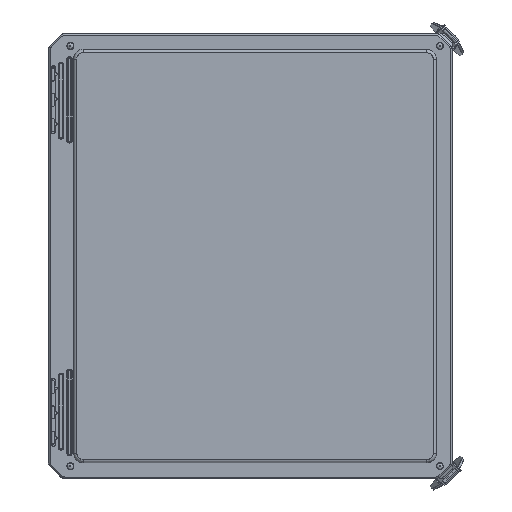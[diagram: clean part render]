
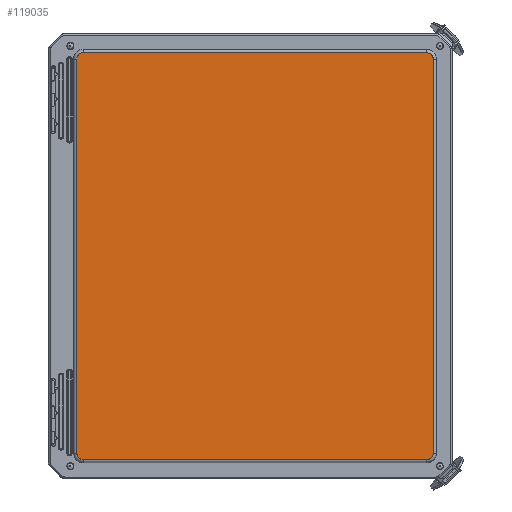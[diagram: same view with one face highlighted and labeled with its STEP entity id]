
A CAD part, top view. The second image highlights one B-rep face of the part: STEP entity #119035.
In plain terms, the highlighted planar face has unit normal (0, 0, 1).
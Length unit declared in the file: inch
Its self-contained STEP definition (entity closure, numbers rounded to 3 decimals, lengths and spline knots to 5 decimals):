
#193 = LINE ( 'NONE', #56187, #87892 ) ;
#2001 = CARTESIAN_POINT ( 'NONE',  ( -6.90351, -8.01798, 8.34138 ) ) ;
#2515 = ORIENTED_EDGE ( 'NONE', *, *, #117566, .F. ) ;
#3834 = CARTESIAN_POINT ( 'NONE',  ( -6.79134, -8.03505, 8.34138 ) ) ;
#6835 = CARTESIAN_POINT ( 'NONE',  ( -6.79134, 8.01955, 8.34138 ) ) ;
#8572 = CARTESIAN_POINT ( 'NONE',  ( -7.0413, 7.78829, 8.34138 ) ) ;
#9045 = CARTESIAN_POINT ( 'NONE',  ( -6.90352, 8.00249, 8.34138 ) ) ;
#11947 = CARTESIAN_POINT ( 'NONE',  ( 6.77634, 8.01955, 8.34138 ) ) ;
#12381 = CARTESIAN_POINT ( 'NONE',  ( 6.88851, 8.00249, 8.34138 ) ) ;
#13580 = CARTESIAN_POINT ( 'NONE',  ( -6.82874, -8.03505, 8.34138 ) ) ;
#13880 = LINE ( 'NONE', #115141, #88304 ) ;
#18507 = DIRECTION ( 'NONE',  ( -1., 0., 0. ) ) ;
#23729 = CARTESIAN_POINT ( 'NONE',  ( 7.02003, -7.85989, 8.34138 ) ) ;
#24719 = VERTEX_POINT ( 'NONE', #103252 ) ;
#25154 = CARTESIAN_POINT ( 'NONE',  ( 6.77634, 8.01955, 8.34138 ) ) ;
#25658 = CARTESIAN_POINT ( 'NONE',  ( -7.0413, -7.78509, 8.34138 ) ) ;
#26667 = EDGE_CURVE ( 'NONE', #48872, #114406, #87829, .T. ) ;
#29412 = CARTESIAN_POINT ( 'NONE',  ( -7.03709, 7.82569, 8.34138 ) ) ;
#29865 = CARTESIAN_POINT ( 'NONE',  ( -7.01844, 7.87895, 8.34138 ) ) ;
#30630 = VERTEX_POINT ( 'NONE', #135981 ) ;
#31405 = CARTESIAN_POINT ( 'NONE',  ( -6.79134, -8.03505, 8.34138 ) ) ;
#32709 = VERTEX_POINT ( 'NONE', #25154 ) ;
#34801 = CARTESIAN_POINT ( 'NONE',  ( -6.99346, -7.94626, 8.34138 ) ) ;
#35278 = CARTESIAN_POINT ( 'NONE',  ( 6.88851, -8.01798, 8.34138 ) ) ;
#42092 = EDGE_LOOP ( 'NONE', ( #82087, #45570, #65873, #120184, #120883, #2515, #108847, #131466 ) ) ;
#45570 = ORIENTED_EDGE ( 'NONE', *, *, #96679, .F. ) ;
#48872 = VERTEX_POINT ( 'NONE', #49619 ) ;
#49619 = CARTESIAN_POINT ( 'NONE',  ( -7.0413, 7.76959, 8.34138 ) ) ;
#50670 = CARTESIAN_POINT ( 'NONE',  ( -6.97845, 7.94271, 8.34138 ) ) ;
#51232 = B_SPLINE_CURVE_WITH_KNOTS ( 'NONE', 3,
 ( #3834, #13580, #2001, #34801, #76880, #97742, #65852 ),
 .UNSPECIFIED., .F., .F.,
 ( 4, 1, 1, 1, 4 ),
 ( 0., 0.28571, 0.57143, 0.85714, 1. ),
 .UNSPECIFIED. ) ;
#55342 = CARTESIAN_POINT ( 'NONE',  ( 7.0263, 7.78829, 8.34138 ) ) ;
#56187 = CARTESIAN_POINT ( 'NONE',  ( 7.0263, -0.00775, 8.34138 ) ) ;
#57965 = VERTEX_POINT ( 'NONE', #31405 ) ;
#65852 = CARTESIAN_POINT ( 'NONE',  ( -7.0413, -7.78509, 8.34138 ) ) ;
#65873 = ORIENTED_EDGE ( 'NONE', *, *, #131331, .F. ) ;
#66518 = EDGE_CURVE ( 'NONE', #24719, #57965, #123808, .T. ) ;
#68939 = B_SPLINE_CURVE_WITH_KNOTS ( 'NONE', 3,
 ( #131439, #110202, #23729, #98672, #35278, #108363, #97775 ),
 .UNSPECIFIED., .F., .F.,
 ( 4, 1, 1, 1, 4 ),
 ( 0., 0.14286, 0.42857, 0.71429, 1. ),
 .UNSPECIFIED. ) ;
#71485 = CARTESIAN_POINT ( 'NONE',  ( -6.82874, 8.01955, 8.34138 ) ) ;
#71572 = CARTESIAN_POINT ( 'NONE',  ( 7.0263, 7.76959, 8.34138 ) ) ;
#71980 = LINE ( 'NONE', #93979, #91765 ) ;
#76602 = CARTESIAN_POINT ( 'NONE',  ( 7.02003, 7.8444, 8.34138 ) ) ;
#76880 = CARTESIAN_POINT ( 'NONE',  ( -7.03503, -7.85989, 8.34138 ) ) ;
#76889 = CARTESIAN_POINT ( 'NONE',  ( -0.0075, -0.00775, 8.34138 ) ) ;
#77087 = B_SPLINE_CURVE_WITH_KNOTS ( 'NONE', 3,
 ( #11947, #108533, #12381, #86808, #76602, #55342, #129345 ),
 .UNSPECIFIED., .F., .F.,
 ( 4, 1, 1, 1, 4 ),
 ( 0., 0.28571, 0.57143, 0.85714, 1. ),
 .UNSPECIFIED. ) ;
#82087 = ORIENTED_EDGE ( 'NONE', *, *, #26667, .F. ) ;
#83237 = DIRECTION ( 'NONE',  ( 0., 1., 0. ) ) ;
#83778 = DIRECTION ( 'NONE',  ( 1., 0., 0. ) ) ;
#86740 = EDGE_CURVE ( 'NONE', #114406, #32709, #71980, .T. ) ;
#86808 = CARTESIAN_POINT ( 'NONE',  ( 6.97846, 7.93076, 8.34138 ) ) ;
#87829 = B_SPLINE_CURVE_WITH_KNOTS ( 'NONE', 3,
 ( #124205, #8572, #29412, #29865, #50670, #9045, #71485, #136662 ),
 .UNSPECIFIED., .F., .F.,
 ( 4, 1, 1, 1, 1, 4 ),
 ( 0., 0.14286, 0.28571, 0.42857, 0.71429, 1. ),
 .UNSPECIFIED. ) ;
#87892 = VECTOR ( 'NONE', #119532, 39.37008 ) ;
#88304 = VECTOR ( 'NONE', #83237, 39.37008 ) ;
#88610 = EDGE_CURVE ( 'NONE', #32709, #136083, #77087, .T. ) ;
#91765 = VECTOR ( 'NONE', #83778, 39.37008 ) ;
#93979 = CARTESIAN_POINT ( 'NONE',  ( -0.0075, 8.01955, 8.34138 ) ) ;
#95280 = FACE_OUTER_BOUND ( 'NONE', #42092, .T. ) ;
#96679 = EDGE_CURVE ( 'NONE', #98550, #48872, #13880, .T. ) ;
#97742 = CARTESIAN_POINT ( 'NONE',  ( -7.0413, -7.80378, 8.34138 ) ) ;
#97775 = CARTESIAN_POINT ( 'NONE',  ( 6.77634, -8.03505, 8.34138 ) ) ;
#98550 = VERTEX_POINT ( 'NONE', #25658 ) ;
#98672 = CARTESIAN_POINT ( 'NONE',  ( 6.97846, -7.94626, 8.34138 ) ) ;
#101033 = EDGE_CURVE ( 'NONE', #30630, #24719, #68939, .T. ) ;
#102246 = CARTESIAN_POINT ( 'NONE',  ( -0.0075, -8.03505, 8.34138 ) ) ;
#103252 = CARTESIAN_POINT ( 'NONE',  ( 6.77634, -8.03505, 8.34138 ) ) ;
#106542 = DIRECTION ( 'NONE',  ( 0., 0., -1. ) ) ;
#108363 = CARTESIAN_POINT ( 'NONE',  ( 6.81374, -8.03505, 8.34138 ) ) ;
#108533 = CARTESIAN_POINT ( 'NONE',  ( 6.81374, 8.01955, 8.34138 ) ) ;
#108847 = ORIENTED_EDGE ( 'NONE', *, *, #88610, .F. ) ;
#110202 = CARTESIAN_POINT ( 'NONE',  ( 7.0263, -7.80378, 8.34138 ) ) ;
#114406 = VERTEX_POINT ( 'NONE', #6835 ) ;
#115141 = CARTESIAN_POINT ( 'NONE',  ( -7.0413, -0.00775, 8.34138 ) ) ;
#117170 = DIRECTION ( 'NONE',  ( 1., 0., 0. ) ) ;
#117566 = EDGE_CURVE ( 'NONE', #136083, #30630, #193, .T. ) ;
#118738 = VECTOR ( 'NONE', #18507, 39.37008 ) ;
#119035 = ADVANCED_FACE ( 'NONE', ( #95280 ), #129606, .F. ) ;
#119532 = DIRECTION ( 'NONE',  ( 0., -1., 0. ) ) ;
#120021 = AXIS2_PLACEMENT_3D ( 'NONE', #76889, #106542, #117170 ) ;
#120184 = ORIENTED_EDGE ( 'NONE', *, *, #66518, .F. ) ;
#120883 = ORIENTED_EDGE ( 'NONE', *, *, #101033, .F. ) ;
#123808 = LINE ( 'NONE', #102246, #118738 ) ;
#124205 = CARTESIAN_POINT ( 'NONE',  ( -7.0413, 7.76959, 8.34138 ) ) ;
#129345 = CARTESIAN_POINT ( 'NONE',  ( 7.0263, 7.76959, 8.34138 ) ) ;
#129606 = PLANE ( 'NONE',  #120021 ) ;
#131331 = EDGE_CURVE ( 'NONE', #57965, #98550, #51232, .T. ) ;
#131439 = CARTESIAN_POINT ( 'NONE',  ( 7.0263, -7.78509, 8.34138 ) ) ;
#131466 = ORIENTED_EDGE ( 'NONE', *, *, #86740, .F. ) ;
#135981 = CARTESIAN_POINT ( 'NONE',  ( 7.0263, -7.78509, 8.34138 ) ) ;
#136083 = VERTEX_POINT ( 'NONE', #71572 ) ;
#136662 = CARTESIAN_POINT ( 'NONE',  ( -6.79134, 8.01955, 8.34138 ) ) ;
